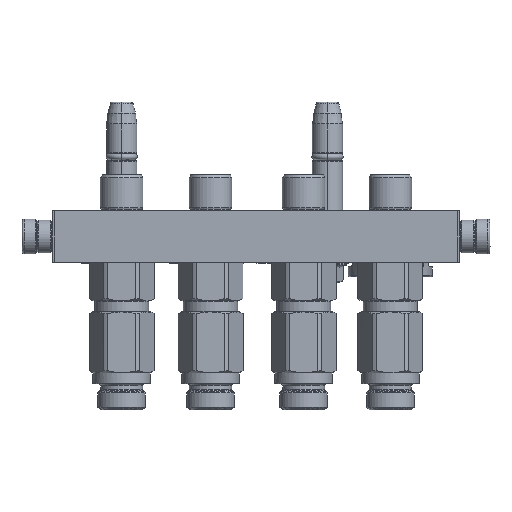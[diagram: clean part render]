
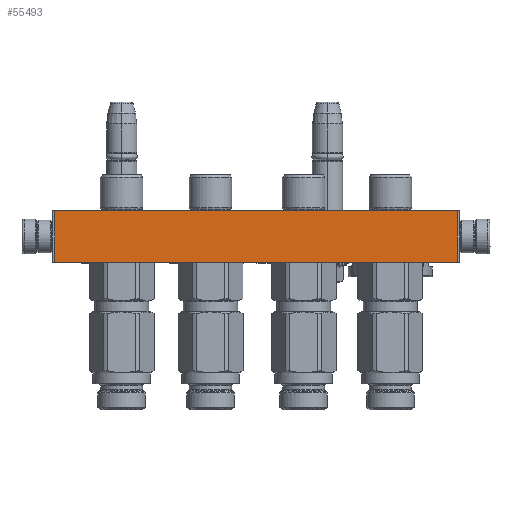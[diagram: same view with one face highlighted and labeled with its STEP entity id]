
A CAD part, left-side view. The second image highlights one B-rep face of the part: STEP entity #55493.
In plain terms, the highlighted face is planar.
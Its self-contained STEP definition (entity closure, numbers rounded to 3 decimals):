
#2454 = DIRECTION ( 'NONE',  ( 0., 1., 0. ) ) ;
#2802 = ORIENTED_EDGE ( 'NONE', *, *, #21582, .F. ) ;
#2972 = VERTEX_POINT ( 'NONE', #32442 ) ;
#4058 = CARTESIAN_POINT ( 'NONE',  ( 155., 24., -22. ) ) ;
#6860 = VERTEX_POINT ( 'NONE', #33954 ) ;
#8227 = DIRECTION ( 'NONE',  ( 0., 0., -1. ) ) ;
#12570 = DIRECTION ( 'NONE',  ( -1., 0., 0. ) ) ;
#13902 = CARTESIAN_POINT ( 'NONE',  ( -31., 24., -22. ) ) ;
#14165 = LINE ( 'NONE', #31771, #58312 ) ;
#16170 = LINE ( 'NONE', #48083, #33483 ) ;
#16925 = LINE ( 'NONE', #42719, #43701 ) ;
#17495 = ORIENTED_EDGE ( 'NONE', *, *, #34387, .T. ) ;
#19761 = EDGE_CURVE ( 'NONE', #34364, #37860, #29948, .T. ) ;
#20801 = FACE_OUTER_BOUND ( 'NONE', #57864, .T. ) ;
#21582 = EDGE_CURVE ( 'NONE', #6860, #34364, #16925, .T. ) ;
#23751 = AXIS2_PLACEMENT_3D ( 'NONE', #28527, #8227, #58037 ) ;
#28527 = CARTESIAN_POINT ( 'NONE',  ( 156., 0., -22. ) ) ;
#28698 = ORIENTED_EDGE ( 'NONE', *, *, #48874, .T. ) ;
#29948 = LINE ( 'NONE', #4058, #55106 ) ;
#31771 = CARTESIAN_POINT ( 'NONE',  ( 155., 0., -22. ) ) ;
#32442 = CARTESIAN_POINT ( 'NONE',  ( -31., 0., -22. ) ) ;
#33356 = PLANE ( 'NONE',  #23751 ) ;
#33483 = VECTOR ( 'NONE', #2454, 1000. ) ;
#33954 = CARTESIAN_POINT ( 'NONE',  ( 155., 0., -22. ) ) ;
#34364 = VERTEX_POINT ( 'NONE', #52052 ) ;
#34387 = EDGE_CURVE ( 'NONE', #6860, #2972, #14165, .T. ) ;
#35620 = ORIENTED_EDGE ( 'NONE', *, *, #19761, .F. ) ;
#37860 = VERTEX_POINT ( 'NONE', #13902 ) ;
#42719 = CARTESIAN_POINT ( 'NONE',  ( 155., 0., -22. ) ) ;
#43701 = VECTOR ( 'NONE', #57307, 1000. ) ;
#48083 = CARTESIAN_POINT ( 'NONE',  ( -31., 0., -22. ) ) ;
#48874 = EDGE_CURVE ( 'NONE', #2972, #37860, #16170, .T. ) ;
#52052 = CARTESIAN_POINT ( 'NONE',  ( 155., 24., -22. ) ) ;
#54332 = DIRECTION ( 'NONE',  ( -1., 0., 0. ) ) ;
#55106 = VECTOR ( 'NONE', #54332, 1000. ) ;
#55493 = ADVANCED_FACE ( 'NONE', ( #20801 ), #33356, .T. ) ;
#57307 = DIRECTION ( 'NONE',  ( 0., 1., 0. ) ) ;
#57864 = EDGE_LOOP ( 'NONE', ( #35620, #2802, #17495, #28698 ) ) ;
#58037 = DIRECTION ( 'NONE',  ( -1., 0., 0. ) ) ;
#58312 = VECTOR ( 'NONE', #12570, 1000. ) ;
